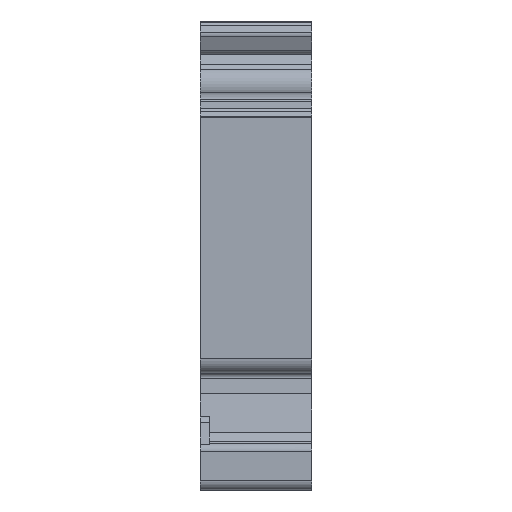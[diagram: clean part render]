
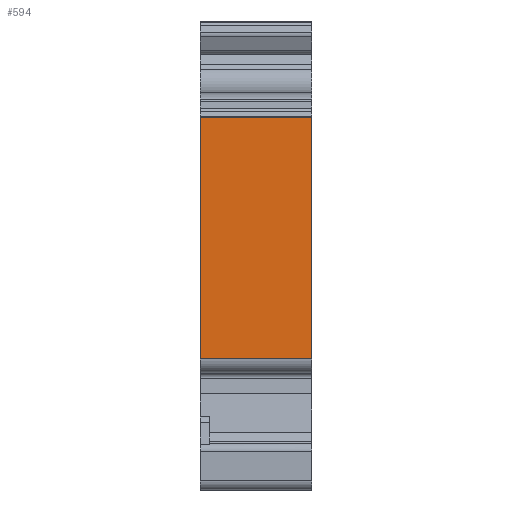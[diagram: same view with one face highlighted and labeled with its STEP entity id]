
A CAD part, left-side view. The second image highlights one B-rep face of the part: STEP entity #594.
In plain terms, the highlighted planar face has unit normal (-1, 0, 0).
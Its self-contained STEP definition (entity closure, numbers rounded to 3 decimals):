
#594 = ADVANCED_FACE( '', ( #1278 ), #1279, .T. );
#1278 = FACE_OUTER_BOUND( '', #2049, .T. );
#1279 = PLANE( '', #2050 );
#2049 = EDGE_LOOP( '', ( #4136, #4137, #4138, #4139 ) );
#2050 = AXIS2_PLACEMENT_3D( '', #4140, #4141, #4142 );
#4136 = ORIENTED_EDGE( '', *, *, #5801, .F. );
#4137 = ORIENTED_EDGE( '', *, *, #5802, .F. );
#4138 = ORIENTED_EDGE( '', *, *, #5338, .T. );
#4139 = ORIENTED_EDGE( '', *, *, #5803, .T. );
#4140 = CARTESIAN_POINT( '', ( -41., 11.9, 14.748 ) );
#4141 = DIRECTION( '', ( -1., 0., 0. ) );
#4142 = DIRECTION( '', ( 0., 0., 1. ) );
#5338 = EDGE_CURVE( '', #6511, #6509, #6512, .T. );
#5801 = EDGE_CURVE( '', #7201, #7202, #7203, .T. );
#5802 = EDGE_CURVE( '', #6511, #7201, #7204, .T. );
#5803 = EDGE_CURVE( '', #6509, #7202, #7205, .T. );
#6509 = VERTEX_POINT( '', #8145 );
#6511 = VERTEX_POINT( '', #8147 );
#6512 = LINE( '', #8148, #8149 );
#7201 = VERTEX_POINT( '', #9171 );
#7202 = VERTEX_POINT( '', #9172 );
#7203 = LINE( '', #9173, #9174 );
#7204 = LINE( '', #9175, #9176 );
#7205 = LINE( '', #9177, #9178 );
#8145 = CARTESIAN_POINT( '', ( -41., 11.9, -11. ) );
#8147 = CARTESIAN_POINT( '', ( -41., 11.9, 14.748 ) );
#8148 = CARTESIAN_POINT( '', ( -41., 11.9, 14.748 ) );
#8149 = VECTOR( '', #9870, 1000. );
#9171 = CARTESIAN_POINT( '', ( -41., 0., 14.748 ) );
#9172 = CARTESIAN_POINT( '', ( -41., 0., -11. ) );
#9173 = CARTESIAN_POINT( '', ( -41., 0., 14.748 ) );
#9174 = VECTOR( '', #10453, 1000. );
#9175 = CARTESIAN_POINT( '', ( -41., 11.9, 14.748 ) );
#9176 = VECTOR( '', #10454, 1000. );
#9177 = CARTESIAN_POINT( '', ( -41., 11.9, -11. ) );
#9178 = VECTOR( '', #10455, 1000. );
#9870 = DIRECTION( '', ( 0., 0., -1. ) );
#10453 = DIRECTION( '', ( 0., 0., -1. ) );
#10454 = DIRECTION( '', ( 0., -1., 0. ) );
#10455 = DIRECTION( '', ( 0., -1., 0. ) );
